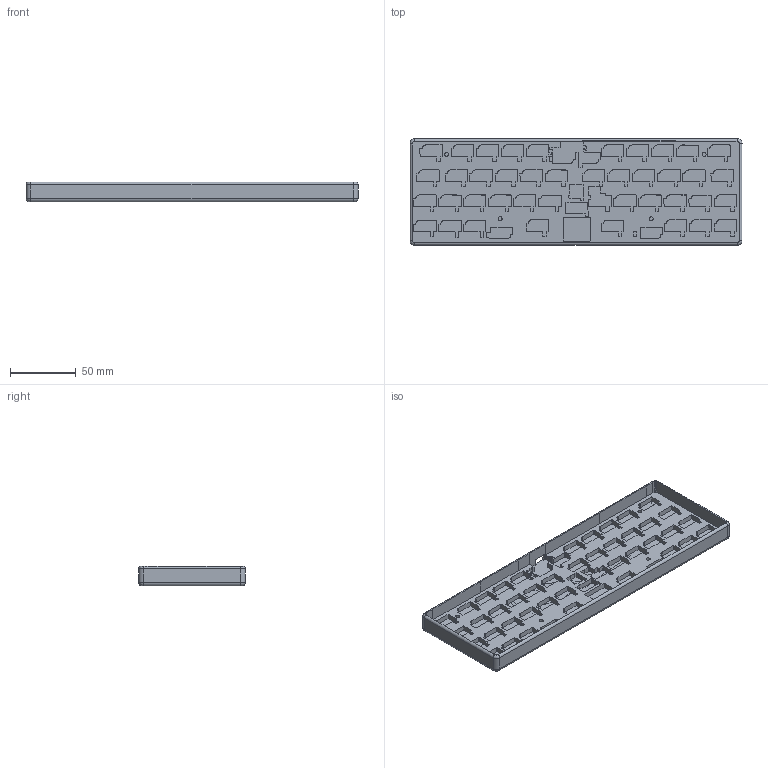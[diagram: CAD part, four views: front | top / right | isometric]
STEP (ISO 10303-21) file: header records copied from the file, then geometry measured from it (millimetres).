
FILE_DESCRIPTION(/* description */ ('STEP AP242','CAx-IF Rec.Pracs.---Representation and Presentation of Product Manufacturing Information (PMI)---4.0---2014-10-13','CAx-IF Rec.Pracs.---3D Tessellated Geometry---0.4---2014-09-14','2;1'),/* implementation_level */ '2;1');
FILE_NAME(/* name */ '677f325b018ce208ad649ea0',/* time_stamp */ '2025-01-09T02:20:22Z',/* author */ (''),/* organization */ (''),/* preprocessor_version */ 'ST-DEVELOPER v20',/* originating_system */ 'ONSHAPE BY PTC INC, 1.191',/* authorisation */ ' ');
FILE_SCHEMA (('AP242_MANAGED_MODEL_BASED_3D_ENGINEERING_MIM_LF { 1 0 10303 442 1 1 4 }'));
Length unit declared in the file: metre
Products named in the file (2): Part 1; Part 2
Bounding box: 252.66 x 81.26 x 15 mm (x, y, z)
Volume: 81369.3 mm3; surface area: 70949.5 mm2
Topology: 2 solids, 2 shells, 1636 faces, 4702 edges, 3129 vertices
Faces by surface type: plane 1162, cylinder 466, torus 8
Full cylindrical faces by diameter (mm): 3.001 x1, 3.01 x1, 3.013 x1, 3.043 x1, 6.996 x1, 7 x1, 7.001 x1, 7.004 x1
Entity records: 53383 total; most frequent: CARTESIAN_POINT 9484, ORIENTED_EDGE 9388, DIRECTION 8919, EDGE_CURVE 4694, LINE 3731, VECTOR 3731, VERTEX_POINT 3129, AXIS2_PLACEMENT_3D 2594
